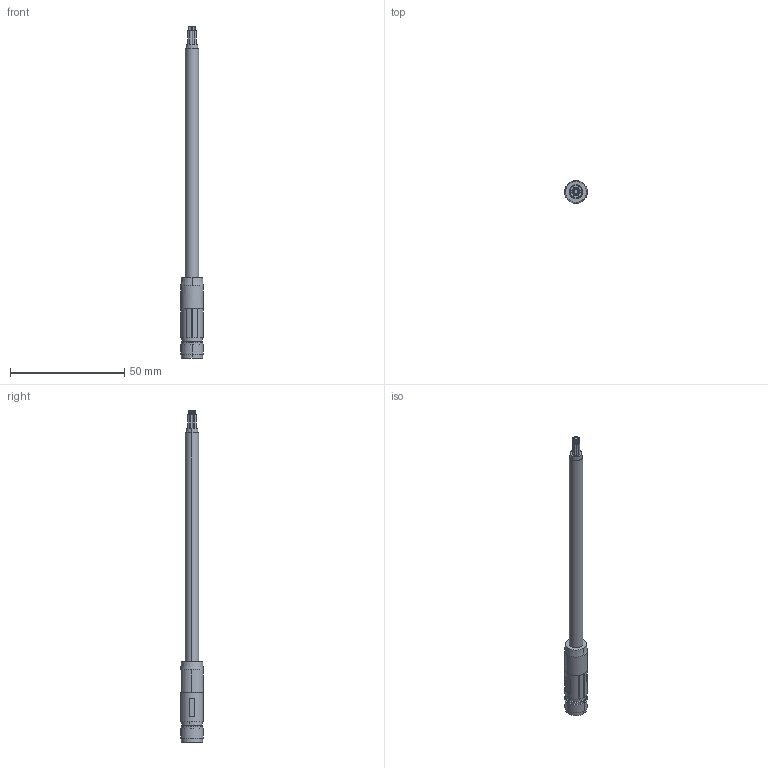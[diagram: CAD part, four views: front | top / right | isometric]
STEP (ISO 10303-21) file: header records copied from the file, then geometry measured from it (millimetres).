
FILE_DESCRIPTION(('SolidDesigner STEP Export'),'2;1');
FILE_NAME('1404147_SAC_8P_1.5_PUR_M_8FS_SH-select.stp','2014-05-06T10:56:17',(''),(''),'Creo Elements/Direct Modeling STEP processor for AP214 (Solid Model)','Creo Elements/Direct Modeling 18.1B 29-Sep-2012 (C) Parametric Technology GmbH','');
FILE_SCHEMA(('AUTOMOTIVE_DESIGN { 1 0 10303 214 1 1 1 1 }'));
Length unit declared in the file: millimetre
Products named in the file (1): 1404147_SAC_8P_1.5_PUR_M_8FS_SH-select
Bounding box: 10 x 10 x 145 mm (x, y, z)
Volume: 5334.6 mm3; surface area: 3698.6 mm2
Topology: 1 solids, 1 shells, 145 faces, 325 edges, 217 vertices
Faces by surface type: cylinder 84, plane 55, cone 6
Entity records: 5413 total; most frequent: CARTESIAN_POINT 1111, ORIENTED_EDGE 650, DIRECTION 628, EDGE_CURVE 325, AXIS2_PLACEMENT_3D 248, VERTEX_POINT 217, EDGE_LOOP 180, COLOUR_RGB 146
